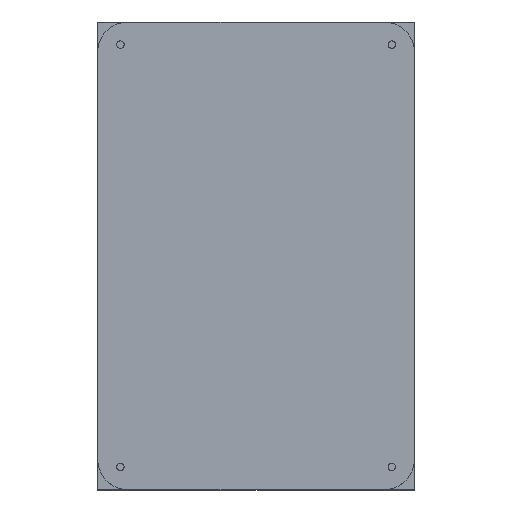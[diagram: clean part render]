
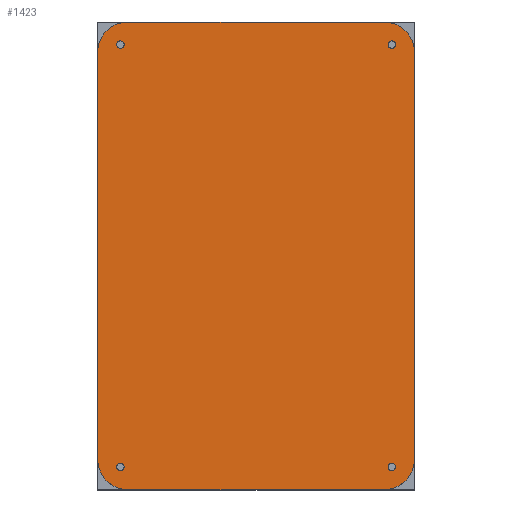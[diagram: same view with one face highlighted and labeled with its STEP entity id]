
A CAD part, top view. The second image highlights one B-rep face of the part: STEP entity #1423.
In plain terms, the highlighted planar face has unit normal (0, 0, 1).
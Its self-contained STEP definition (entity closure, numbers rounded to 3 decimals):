
#81=FACE_BOUND('',#277,.T.);
#82=FACE_BOUND('',#278,.T.);
#83=FACE_BOUND('',#279,.T.);
#84=FACE_BOUND('',#280,.T.);
#100=PLANE('',#1566);
#179=FACE_OUTER_BOUND('',#276,.T.);
#276=EDGE_LOOP('',(#1282,#1283,#1284,#1285,#1286,#1287,#1288,#1289));
#277=EDGE_LOOP('',(#1290));
#278=EDGE_LOOP('',(#1291));
#279=EDGE_LOOP('',(#1292));
#280=EDGE_LOOP('',(#1293));
#307=CIRCLE('',#1538,20.);
#316=CIRCLE('',#1550,20.);
#317=CIRCLE('',#1553,20.);
#318=CIRCLE('',#1556,20.);
#319=CIRCLE('',#1558,2.5);
#320=CIRCLE('',#1560,2.5);
#321=CIRCLE('',#1562,2.5);
#322=CIRCLE('',#1564,2.5);
#466=LINE('',#5114,#541);
#472=LINE('',#5142,#547);
#475=LINE('',#5150,#550);
#481=LINE('',#5172,#556);
#541=VECTOR('',#1831,10.);
#547=VECTOR('',#1859,10.);
#550=VECTOR('',#1868,10.);
#556=VECTOR('',#1896,10.);
#667=VERTEX_POINT('',#5101);
#668=VERTEX_POINT('',#5102);
#672=VERTEX_POINT('',#5112);
#682=VERTEX_POINT('',#5136);
#683=VERTEX_POINT('',#5140);
#684=VERTEX_POINT('',#5144);
#685=VERTEX_POINT('',#5148);
#686=VERTEX_POINT('',#5152);
#687=VERTEX_POINT('',#5156);
#688=VERTEX_POINT('',#5160);
#689=VERTEX_POINT('',#5164);
#690=VERTEX_POINT('',#5168);
#856=EDGE_CURVE('',#667,#668,#307,.T.);
#862=EDGE_CURVE('',#667,#672,#466,.T.);
#873=EDGE_CURVE('',#682,#672,#316,.T.);
#876=EDGE_CURVE('',#682,#683,#472,.T.);
#877=EDGE_CURVE('',#684,#683,#317,.T.);
#880=EDGE_CURVE('',#684,#685,#475,.T.);
#881=EDGE_CURVE('',#686,#685,#318,.T.);
#884=EDGE_CURVE('',#687,#687,#319,.T.);
#886=EDGE_CURVE('',#688,#688,#320,.T.);
#888=EDGE_CURVE('',#689,#689,#321,.T.);
#890=EDGE_CURVE('',#690,#690,#322,.T.);
#891=EDGE_CURVE('',#686,#668,#481,.T.);
#1282=ORIENTED_EDGE('',*,*,#856,.F.);
#1283=ORIENTED_EDGE('',*,*,#862,.T.);
#1284=ORIENTED_EDGE('',*,*,#873,.F.);
#1285=ORIENTED_EDGE('',*,*,#876,.T.);
#1286=ORIENTED_EDGE('',*,*,#877,.F.);
#1287=ORIENTED_EDGE('',*,*,#880,.T.);
#1288=ORIENTED_EDGE('',*,*,#881,.F.);
#1289=ORIENTED_EDGE('',*,*,#891,.T.);
#1290=ORIENTED_EDGE('',*,*,#890,.T.);
#1291=ORIENTED_EDGE('',*,*,#888,.T.);
#1292=ORIENTED_EDGE('',*,*,#886,.T.);
#1293=ORIENTED_EDGE('',*,*,#884,.T.);
#1423=ADVANCED_FACE('',(#179,#81,#82,#83,#84),#100,.T.);
#1538=AXIS2_PLACEMENT_3D('',#5103,#1821,#1822);
#1550=AXIS2_PLACEMENT_3D('',#5137,#1853,#1854);
#1553=AXIS2_PLACEMENT_3D('',#5145,#1862,#1863);
#1556=AXIS2_PLACEMENT_3D('',#5153,#1871,#1872);
#1558=AXIS2_PLACEMENT_3D('',#5158,#1877,#1878);
#1560=AXIS2_PLACEMENT_3D('',#5162,#1882,#1883);
#1562=AXIS2_PLACEMENT_3D('',#5166,#1887,#1888);
#1564=AXIS2_PLACEMENT_3D('',#5170,#1892,#1893);
#1566=AXIS2_PLACEMENT_3D('',#5173,#1897,#1898);
#1821=DIRECTION('center_axis',(0.,0.,
-1.));
#1822=DIRECTION('ref_axis',(-0.707,0.707,0.));
#1831=DIRECTION('',(0.,-1.,0.));
#1853=DIRECTION('center_axis',(0.,0.,
-1.));
#1854=DIRECTION('ref_axis',(-0.707,-0.707,0.));
#1859=DIRECTION('',(1.,0.,0.));
#1862=DIRECTION('center_axis',(0.,0.,
-1.));
#1863=DIRECTION('ref_axis',(0.707,-0.707,0.));
#1868=DIRECTION('',(0.,1.,0.));
#1871=DIRECTION('center_axis',(0.,0.,
-1.));
#1872=DIRECTION('ref_axis',(0.707,0.707,0.));
#1877=DIRECTION('center_axis',(0.,0.,
-1.));
#1878=DIRECTION('ref_axis',(-1.,0.,0.));
#1882=DIRECTION('center_axis',(0.,0.,
-1.));
#1883=DIRECTION('ref_axis',(-1.,0.,0.));
#1887=DIRECTION('center_axis',(0.,0.,
-1.));
#1888=DIRECTION('ref_axis',(-1.,0.,0.));
#1892=DIRECTION('center_axis',(0.,0.,
-1.));
#1893=DIRECTION('ref_axis',(-1.,0.,0.));
#1896=DIRECTION('',(-1.,0.,0.));
#1897=DIRECTION('center_axis',(0.,0.,
1.));
#1898=DIRECTION('ref_axis',(-1.,0.,0.));
#5101=CARTESIAN_POINT('',(0.,290.,0.));
#5102=CARTESIAN_POINT('',(20.,310.,0.));
#5103=CARTESIAN_POINT('Origin',(20.,290.,0.));
#5112=CARTESIAN_POINT('',(0.,20.,0.));
#5114=CARTESIAN_POINT('',(0.,310.,0.));
#5136=CARTESIAN_POINT('',(20.,0.,0.));
#5137=CARTESIAN_POINT('Origin',(20.,20.,0.));
#5140=CARTESIAN_POINT('',(190.,0.,0.));
#5142=CARTESIAN_POINT('',(0.,0.,0.));
#5144=CARTESIAN_POINT('',(210.,20.,0.));
#5145=CARTESIAN_POINT('Origin',(190.,20.,0.));
#5148=CARTESIAN_POINT('',(210.,290.,0.));
#5150=CARTESIAN_POINT('',(210.,0.,0.));
#5152=CARTESIAN_POINT('',(190.,310.,0.));
#5153=CARTESIAN_POINT('Origin',(190.,290.,0.));
#5156=CARTESIAN_POINT('',(197.5,295.,0.));
#5158=CARTESIAN_POINT('Origin',(195.,295.,0.));
#5160=CARTESIAN_POINT('',(17.5,295.,0.));
#5162=CARTESIAN_POINT('Origin',(15.,295.,0.));
#5164=CARTESIAN_POINT('',(17.5,15.,0.));
#5166=CARTESIAN_POINT('Origin',(15.,15.,0.));
#5168=CARTESIAN_POINT('',(197.5,15.,0.));
#5170=CARTESIAN_POINT('Origin',(195.,15.,0.));
#5172=CARTESIAN_POINT('',(210.,310.,0.));
#5173=CARTESIAN_POINT('Origin',(105.,155.,0.));
